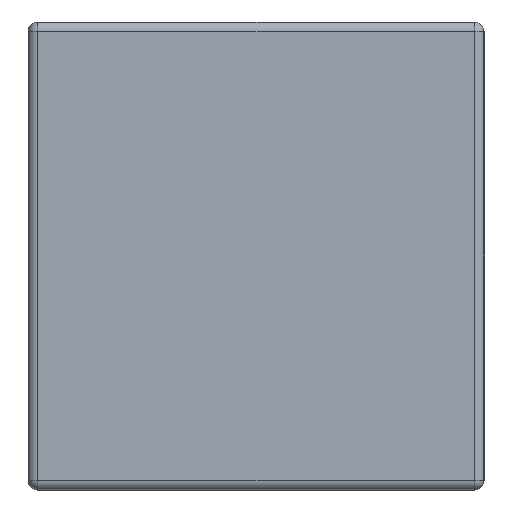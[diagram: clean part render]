
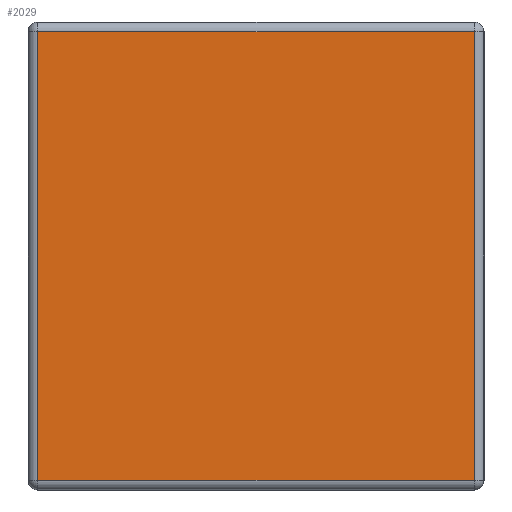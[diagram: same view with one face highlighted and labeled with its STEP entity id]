
A CAD part, left-side view. The second image highlights one B-rep face of the part: STEP entity #2029.
In plain terms, the highlighted planar face has unit normal (-1, 0, 0).
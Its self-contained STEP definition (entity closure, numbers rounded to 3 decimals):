
#607 = CARTESIAN_POINT ( 'NONE',  ( 0., 1.9, -0.041 ) ) ;
#686 = DIRECTION ( 'NONE',  ( 0., -1., 0. ) ) ;
#788 = DIRECTION ( 'NONE',  ( -1., 0., 0. ) ) ;
#1127 = CARTESIAN_POINT ( 'NONE',  ( 0., 0., 0. ) ) ;
#1200 = EDGE_CURVE ( 'NONE', #4044, #3666, #3910, .T. ) ;
#1415 = VECTOR ( 'NONE', #3231, 1000. ) ;
#1457 = CARTESIAN_POINT ( 'NONE',  ( 0., 1.859, -1.95 ) ) ;
#1610 = ORIENTED_EDGE ( 'NONE', *, *, #3050, .T. ) ;
#1634 = AXIS2_PLACEMENT_3D ( 'NONE', #1127, #788, #4099 ) ;
#1854 = VECTOR ( 'NONE', #2817, 1000. ) ;
#1905 = LINE ( 'NONE', #4026, #3901 ) ;
#1966 = VECTOR ( 'NONE', #4092, 1000. ) ;
#2029 = ADVANCED_FACE ( 'NONE', ( #2956 ), #4126, .T. ) ;
#2045 = ORIENTED_EDGE ( 'NONE', *, *, #4764, .T. ) ;
#2341 = EDGE_LOOP ( 'NONE', ( #2045, #4707, #1610, #4677 ) ) ;
#2463 = CARTESIAN_POINT ( 'NONE',  ( 0., 1.859, -0.041 ) ) ;
#2498 = VERTEX_POINT ( 'NONE', #3742 ) ;
#2605 = LINE ( 'NONE', #1457, #1966 ) ;
#2817 = DIRECTION ( 'NONE',  ( 0., 0., 1. ) ) ;
#2832 = LINE ( 'NONE', #607, #1415 ) ;
#2956 = FACE_OUTER_BOUND ( 'NONE', #2341, .T. ) ;
#3050 = EDGE_CURVE ( 'NONE', #3666, #4384, #2832, .T. ) ;
#3231 = DIRECTION ( 'NONE',  ( 0., 1., 0. ) ) ;
#3246 = CARTESIAN_POINT ( 'NONE',  ( 0., 0.041, -0.041 ) ) ;
#3274 = EDGE_CURVE ( 'NONE', #4384, #2498, #2605, .T. ) ;
#3666 = VERTEX_POINT ( 'NONE', #3246 ) ;
#3742 = CARTESIAN_POINT ( 'NONE',  ( 0., 1.859, -1.909 ) ) ;
#3901 = VECTOR ( 'NONE', #686, 1000. ) ;
#3910 = LINE ( 'NONE', #4341, #1854 ) ;
#4026 = CARTESIAN_POINT ( 'NONE',  ( 0., 0., -1.909 ) ) ;
#4044 = VERTEX_POINT ( 'NONE', #4125 ) ;
#4092 = DIRECTION ( 'NONE',  ( 0., 0., -1. ) ) ;
#4099 = DIRECTION ( 'NONE',  ( 0., 0., 1. ) ) ;
#4125 = CARTESIAN_POINT ( 'NONE',  ( 0., 0.041, -1.909 ) ) ;
#4126 = PLANE ( 'NONE',  #1634 ) ;
#4341 = CARTESIAN_POINT ( 'NONE',  ( 0., 0.041, 0. ) ) ;
#4384 = VERTEX_POINT ( 'NONE', #2463 ) ;
#4677 = ORIENTED_EDGE ( 'NONE', *, *, #3274, .T. ) ;
#4707 = ORIENTED_EDGE ( 'NONE', *, *, #1200, .T. ) ;
#4764 = EDGE_CURVE ( 'NONE', #2498, #4044, #1905, .T. ) ;
